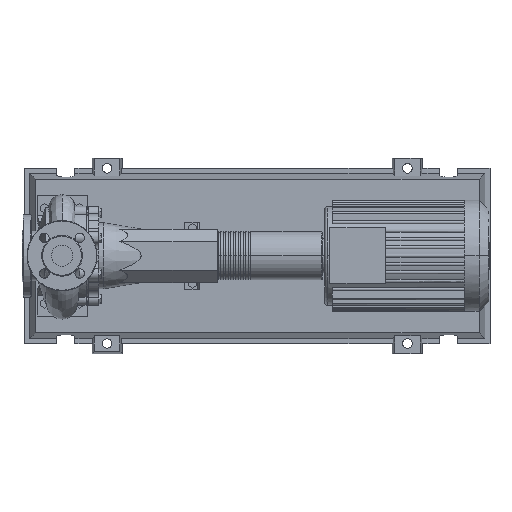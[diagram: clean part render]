
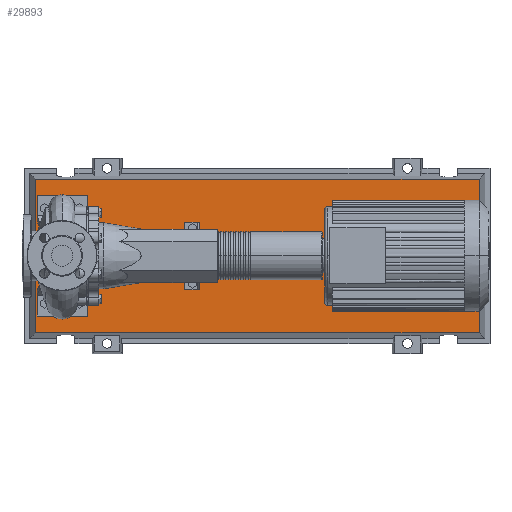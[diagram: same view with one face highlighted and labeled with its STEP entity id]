
A CAD part, top view. The second image highlights one B-rep face of the part: STEP entity #29893.
In plain terms, the highlighted planar face has unit normal (0, 0, 1).
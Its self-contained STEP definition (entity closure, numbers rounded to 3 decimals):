
#29574=CARTESIAN_POINT('',(833.292,-153.292,83.0));
#29575=VERTEX_POINT('',#29574);
#29582=CARTESIAN_POINT('',(-53.292,-153.292,83.0));
#29583=VERTEX_POINT('',#29582);
#29584=CARTESIAN_POINT('',(833.292,-153.292,83.0));
#29585=DIRECTION('',(-1.0,0.0,0.0));
#29586=VECTOR('',#29585,886.584);
#29587=LINE('',#29584,#29586);
#29588=EDGE_CURVE('',#29575,#29583,#29587,.T.);
#29806=CARTESIAN_POINT('',(833.292,153.292,83.0));
#29807=VERTEX_POINT('',#29806);
#29808=CARTESIAN_POINT('',(833.292,153.292,83.0));
#29809=DIRECTION('',(0.0,-1.0,0.0));
#29810=VECTOR('',#29809,306.584);
#29811=LINE('',#29808,#29810);
#29812=EDGE_CURVE('',#29807,#29575,#29811,.T.);
#29830=CARTESIAN_POINT('',(-53.292,153.292,83.0));
#29831=VERTEX_POINT('',#29830);
#29832=CARTESIAN_POINT('',(-53.292,-153.292,83.0));
#29833=DIRECTION('',(0.0,1.0,0.0));
#29834=VECTOR('',#29833,306.584);
#29835=LINE('',#29832,#29834);
#29836=EDGE_CURVE('',#29583,#29831,#29835,.T.);
#29869=CARTESIAN_POINT('',(-53.292,153.292,83.0));
#29870=DIRECTION('',(1.0,0.0,0.0));
#29871=VECTOR('',#29870,886.584);
#29872=LINE('',#29869,#29871);
#29873=EDGE_CURVE('',#29831,#29807,#29872,.T.);
#29882=CARTESIAN_POINT('',(390.,0.,83.0));
#29883=DIRECTION('',(0.0,0.0,1.0));
#29884=DIRECTION('',(1.0,0.0,0.0));
#29885=AXIS2_PLACEMENT_3D('',#29882,#29883,#29884);
#29886=PLANE('',#29885);
#29887=ORIENTED_EDGE('',*,*,#29812,.F.);
#29888=ORIENTED_EDGE('',*,*,#29873,.F.);
#29889=ORIENTED_EDGE('',*,*,#29836,.F.);
#29890=ORIENTED_EDGE('',*,*,#29588,.F.);
#29891=EDGE_LOOP('',(#29887,#29888,#29889,#29890));
#29892=FACE_OUTER_BOUND('',#29891,.T.);
#29893=ADVANCED_FACE('',(#29892),#29886,.T.);
